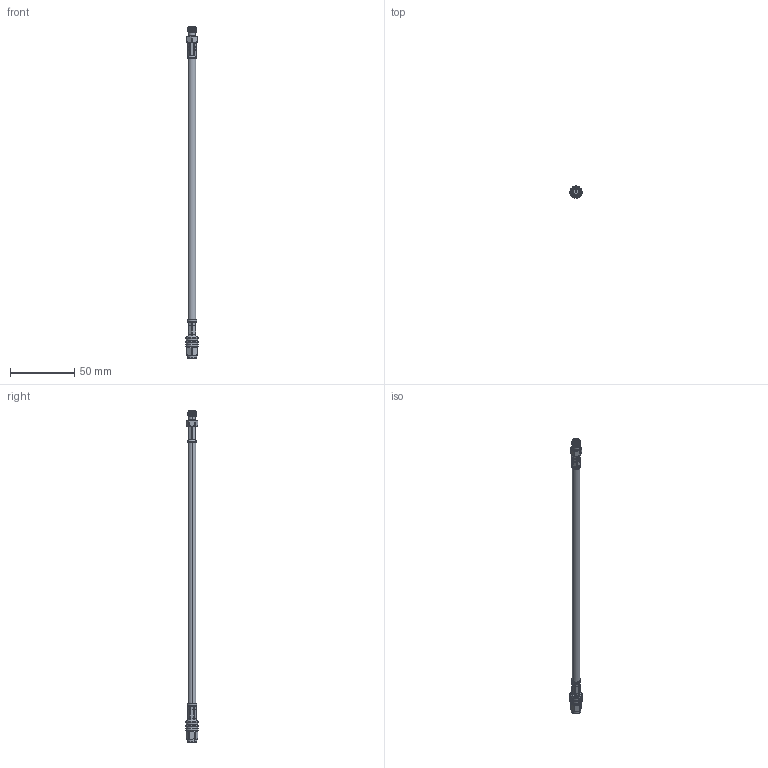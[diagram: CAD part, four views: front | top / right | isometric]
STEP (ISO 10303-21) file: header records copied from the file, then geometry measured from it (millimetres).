
FILE_DESCRIPTION (( 'STEP AP203' ), '1' );
FILE_NAME ('PE3W02466.step', '2018-11-21T16:07:52', ( '' ), ( '' ), 'SwSTEP 2.0', 'SolidWorks 2017', '' );
FILE_SCHEMA (( 'CONFIG_CONTROL_DESIGN' ));
Length unit declared in the file: inch
Products named in the file (4): PE44639_Crimped; Coax Cable_LMR-240; PE3W02466; TC-240-SM-SS-X_Crimped
Assembly tree (3 placements, depth 2):
  PE3W02466
    Coax Cable_LMR-240
    PE44639_Crimped
    TC-240-SM-SS-X_Crimped
Bounding box: 9.53 x 9.53 x 258.34 mm (x, y, z)
Volume: 7698.3 mm3; surface area: 6841.7 mm2
Topology: 7 solids, 7 shells, 358 faces, 891 edges, 575 vertices
Faces by surface type: cylinder 173, plane 102, cone 63, bspline 16, torus 4
Entity records: 18152 total; most frequent: CARTESIAN_POINT 9586, ORIENTED_EDGE 1782, DIRECTION 1608, EDGE_CURVE 891, AXIS2_PLACEMENT_3D 656, VERTEX_POINT 575, EDGE_LOOP 394, FACE_OUTER_BOUND 358
